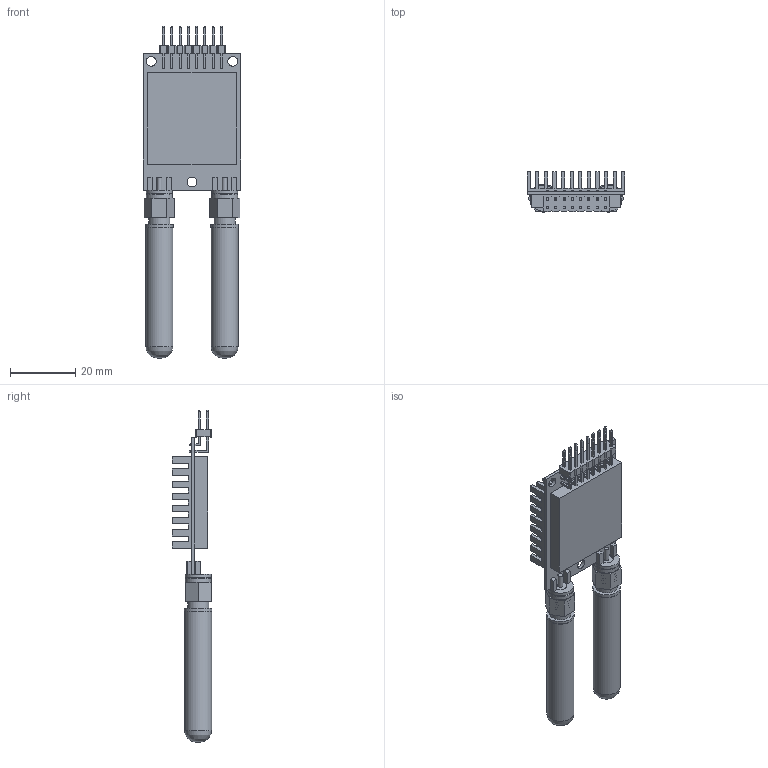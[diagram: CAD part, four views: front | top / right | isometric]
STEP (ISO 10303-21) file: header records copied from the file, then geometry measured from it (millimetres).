
FILE_DESCRIPTION(/* description */ (''),/* implementation_level */ '2;1');
FILE_NAME(/* name */ 'RFD 900x v3.step',/* time_stamp */ '2019-05-14T16:01:54+06:00',/* author */ ('saksham_bhadani'),/* organization */ (''),/* preprocessor_version */ 'ST-DEVELOPER v18',/* originating_system */ 'Autodesk Translation Framework v8.2.0.1029',/* authorisation */ '');
FILE_SCHEMA (('AUTOMOTIVE_DESIGN { 1 0 10303 214 3 1 1 }'));
Length unit declared in the file: millimetre
Products named in the file (4): RFD 900x; RFD Module; Antenna 1; Antenna 2
Assembly tree (3 placements, depth 2):
  RFD 900x
    RFD Module
    Antenna 1
    Antenna 2
Bounding box: 30 x 12.25 x 101.81 mm (x, y, z)
Volume: 11807.9 mm3; surface area: 14823.1 mm2
Topology: 10 solids, 10 shells, 1130 faces, 2774 edges, 1785 vertices
Faces by surface type: plane 1038, cylinder 62, bspline 26, cone 4
Full cylindrical faces by diameter (mm): 1 x4, 1.5 x2, 3 x3, 4 x5, 5 x4, 6 x4, 6.5 x2, 6.561 x16, 7.616 x6, 8 x4, 8.3 x2, 8.5 x2
Entity records: 41458 total; most frequent: CARTESIAN_POINT 14772, ORIENTED_EDGE 5528, DIRECTION 4988, EDGE_CURVE 2764, LINE 2530, VECTOR 2530, VERTEX_POINT 1779, EDGE_LOOP 1293
